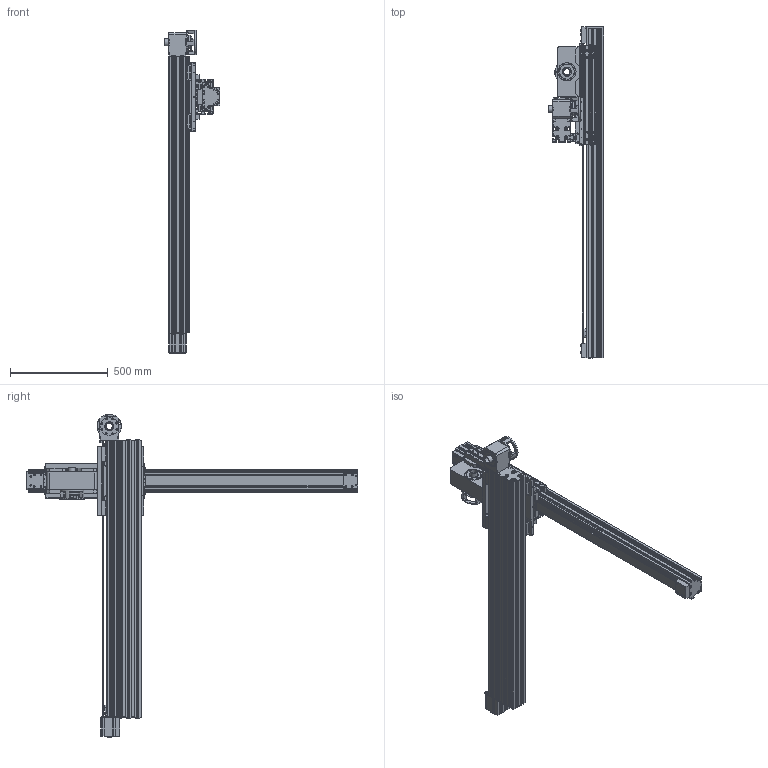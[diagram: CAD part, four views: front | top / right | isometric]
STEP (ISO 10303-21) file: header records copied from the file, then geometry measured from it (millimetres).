
FILE_DESCRIPTION(/* description */ ('','CAx-IF Rec.Pracs.---Representation and Presentation of Product Manufacturing Information (PMI)---4.0---2014-10-13'),/* implementation_level */ '2;1');
FILE_NAME(/* name */ '819.HHL.L CAD FILE.stp',/* time_stamp */ '2022-07-06T16:04:59+02:00',/* author */ ('Ufficio Tecnico'),/* organization */ (''),/* preprocessor_version */ 'ST-DEVELOPER v18.1',/* originating_system */ 'Autodesk Inventor 2022',/* authorisation */ '');
FILE_SCHEMA (('AP242_MANAGED_MODEL_BASED_3D_ENGINEERING_MIM_LF { 1 0 10303 442 1 1 4 }'));
Products named in the file (19): 819.HHL.L CAD FILE; 815.VVL CAD FILE; Profilo 814.VVL; Carrello 814.VVL; Corpo motore 815.VVL; Coperchio 812; Testata condotta 812; Testata condotta 812_1; Flangia riduttore 813; Calettatore 813; 817.HHL CAD FILE; Profilo 816; Carrello 817; Coperchio 816; Corpo motore 817; Flangia riduttore 817; Calettatore 817; 818.000.002; 818.000.001
Assembly tree (18 placements, depth 4):
  819.HHL.L CAD FILE
    815.VVL CAD FILE
      Profilo 814.VVL
      Carrello 814.VVL
      Corpo motore 815.VVL
      Coperchio 812
      Testata condotta 812
        Testata condotta 812_1
      Flangia riduttore 813
      Calettatore 813
    817.HHL CAD FILE
      Profilo 816
      Carrello 817
      Coperchio 816
      Corpo motore 817
      Flangia riduttore 817
      Calettatore 817
    818.000.002
    818.000.001
Bounding box: 282.15 x 1695 x 1653.2 mm (x, y, z)
Volume: 44286764.5 mm3; surface area: 4838244.7 mm2
Topology: 19 solids, 27 shells, 4774 faces, 13083 edges, 8620 vertices
Faces by surface type: plane 3061, cylinder 1463, cone 136, torus 76, sphere 28, bspline 10
Full cylindrical faces by diameter (mm): 3.2 x6, 4.134 x11, 4.9 x6, 4.917 x4, 5 x36, 5.5 x48, 6 x104, 6.647 x31, 7 x12, 7.6 x6, 8 x12, 8.5 x50, 9 x39, 9.5 x34, 10.5 x6, 12 x2, 13 x16, 14 x15, 19 x12, 32 x2, 36 x6, 40 x6, 46 x2, 72 x4, 77 x2, 91 x2, 92 x4, 93 x2, 122 x2, 125 x2
Entity records: 157279 total; most frequent: CARTESIAN_POINT 28868, ORIENTED_EDGE 26034, DIRECTION 25995, EDGE_CURVE 13017, LINE 9333, VECTOR 9333, VERTEX_POINT 8620, AXIS2_PLACEMENT_3D 8331
